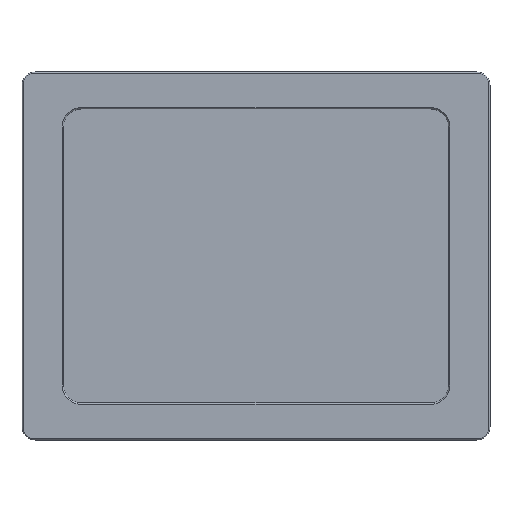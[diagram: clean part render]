
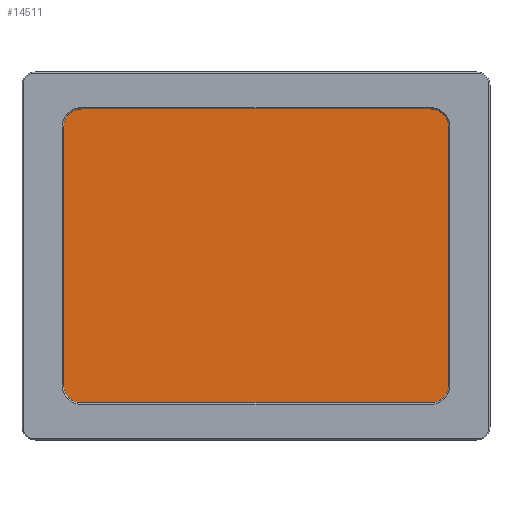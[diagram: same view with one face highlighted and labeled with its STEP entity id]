
A CAD part, top view. The second image highlights one B-rep face of the part: STEP entity #14511.
In plain terms, the highlighted planar face has unit normal (0, 0, 1).
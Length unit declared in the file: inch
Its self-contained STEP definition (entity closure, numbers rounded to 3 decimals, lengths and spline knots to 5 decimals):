
#377=PLANE('',#15396);
#1026=FACE_OUTER_BOUND('',#1843,.T.);
#1843=EDGE_LOOP('',(#10208,#10209,#10210,#10211,#10212,#10213,#10214,#10215));
#2677=CIRCLE('',#15397,0.51591);
#2678=CIRCLE('',#15398,0.51591);
#2679=CIRCLE('',#15399,0.51591);
#2680=CIRCLE('',#15400,0.51591);
#3299=LINE('',#25299,#4665);
#3300=LINE('',#25303,#4666);
#3301=LINE('',#25307,#4667);
#3302=LINE('',#25310,#4668);
#4665=VECTOR('',#16832,0.3937);
#4666=VECTOR('',#16835,0.3937);
#4667=VECTOR('',#16838,0.3937);
#4668=VECTOR('',#16841,0.3937);
#6220=VERTEX_POINT('',#25295);
#6221=VERTEX_POINT('',#25296);
#6222=VERTEX_POINT('',#25298);
#6223=VERTEX_POINT('',#25300);
#6224=VERTEX_POINT('',#25302);
#6225=VERTEX_POINT('',#25304);
#6226=VERTEX_POINT('',#25306);
#6227=VERTEX_POINT('',#25308);
#7716=EDGE_CURVE('',#6220,#6221,#2677,.T.);
#7717=EDGE_CURVE('',#6222,#6220,#3299,.T.);
#7718=EDGE_CURVE('',#6223,#6222,#2678,.T.);
#7719=EDGE_CURVE('',#6224,#6223,#3300,.T.);
#7720=EDGE_CURVE('',#6225,#6224,#2679,.T.);
#7721=EDGE_CURVE('',#6226,#6225,#3301,.T.);
#7722=EDGE_CURVE('',#6227,#6226,#2680,.T.);
#7723=EDGE_CURVE('',#6221,#6227,#3302,.T.);
#10208=ORIENTED_EDGE('',*,*,#7716,.F.);
#10209=ORIENTED_EDGE('',*,*,#7717,.F.);
#10210=ORIENTED_EDGE('',*,*,#7718,.F.);
#10211=ORIENTED_EDGE('',*,*,#7719,.F.);
#10212=ORIENTED_EDGE('',*,*,#7720,.F.);
#10213=ORIENTED_EDGE('',*,*,#7721,.F.);
#10214=ORIENTED_EDGE('',*,*,#7722,.F.);
#10215=ORIENTED_EDGE('',*,*,#7723,.F.);
#14511=ADVANCED_FACE('',(#1026),#377,.T.);
#15396=AXIS2_PLACEMENT_3D('',#25294,#16828,#16829);
#15397=AXIS2_PLACEMENT_3D('',#25297,#16830,#16831);
#15398=AXIS2_PLACEMENT_3D('',#25301,#16833,#16834);
#15399=AXIS2_PLACEMENT_3D('',#25305,#16836,#16837);
#15400=AXIS2_PLACEMENT_3D('',#25309,#16839,#16840);
#16828=DIRECTION('center_axis',(0.,0.,
1.));
#16829=DIRECTION('ref_axis',(1.,0.,0.));
#16830=DIRECTION('center_axis',(0.,0.,
-1.));
#16831=DIRECTION('ref_axis',(0.,-1.,0.));
#16832=DIRECTION('',(0.,-1.,0.));
#16833=DIRECTION('center_axis',(0.,0.,
-1.));
#16834=DIRECTION('ref_axis',(1.,0.,0.));
#16835=DIRECTION('',(1.,0.,0.));
#16836=DIRECTION('center_axis',(0.,0.,
-1.));
#16837=DIRECTION('ref_axis',(0.,1.,0.));
#16838=DIRECTION('',(0.,1.,0.));
#16839=DIRECTION('center_axis',(0.,0.,
-1.));
#16840=DIRECTION('ref_axis',(-1.,0.,0.));
#16841=DIRECTION('',(-1.,0.,0.));
#25294=CARTESIAN_POINT('Origin',(17.41727,5.24372,0.625));
#25295=CARTESIAN_POINT('',(22.90592,1.57018,0.625));
#25296=CARTESIAN_POINT('',(22.39001,1.05427,0.625));
#25297=CARTESIAN_POINT('Origin',(22.39001,1.57018,0.625));
#25298=CARTESIAN_POINT('',(22.90592,8.91725,0.625));
#25299=CARTESIAN_POINT('',(22.90592,6.1621,0.625));
#25300=CARTESIAN_POINT('',(22.39001,9.43316,0.625));
#25301=CARTESIAN_POINT('Origin',(22.39001,8.91725,0.625));
#25302=CARTESIAN_POINT('',(12.44454,9.43316,0.625));
#25303=CARTESIAN_POINT('',(16.17409,9.43316,0.625));
#25304=CARTESIAN_POINT('',(11.92863,8.91725,0.625));
#25305=CARTESIAN_POINT('Origin',(12.44454,8.91725,0.625));
#25306=CARTESIAN_POINT('',(11.92863,1.57018,0.625));
#25307=CARTESIAN_POINT('',(11.92863,4.32533,0.625));
#25308=CARTESIAN_POINT('',(12.44454,1.05427,0.625));
#25309=CARTESIAN_POINT('Origin',(12.44454,1.57018,0.625));
#25310=CARTESIAN_POINT('',(18.66046,1.05427,0.625));
